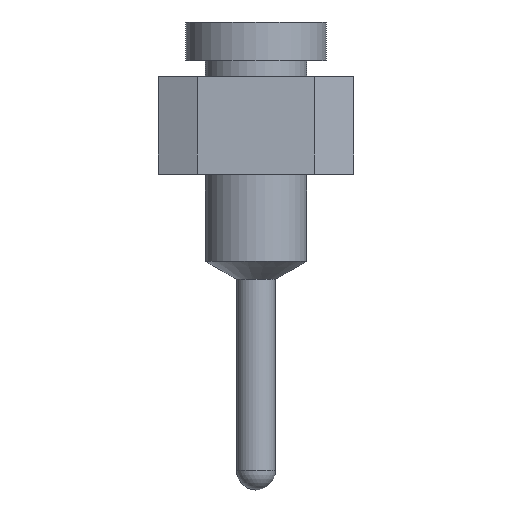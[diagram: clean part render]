
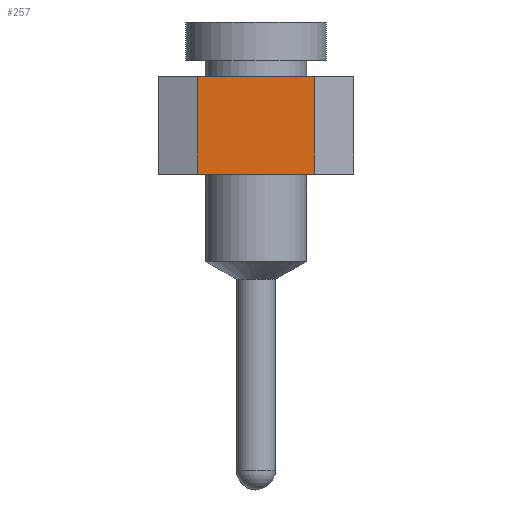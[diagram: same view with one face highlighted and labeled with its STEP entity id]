
A CAD part, left-side view. The second image highlights one B-rep face of the part: STEP entity #257.
In plain terms, the highlighted planar face has unit normal (-1, 0, 0).
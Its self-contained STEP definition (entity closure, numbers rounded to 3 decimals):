
#257 = ADVANCED_FACE('',(#258),#292,.F.);
#258 = FACE_BOUND('',#259,.T.);
#259 = EDGE_LOOP('',(#260,#270,#278,#286));
#260 = ORIENTED_EDGE('',*,*,#261,.T.);
#261 = EDGE_CURVE('',#262,#264,#266,.T.);
#262 = VERTEX_POINT('',#263);
#263 = CARTESIAN_POINT('',(-7.62,0.762,2.57));
#264 = VERTEX_POINT('',#265);
#265 = CARTESIAN_POINT('',(-7.62,0.762,1.3));
#266 = LINE('',#267,#268);
#267 = CARTESIAN_POINT('',(-7.62,0.762,3.84));
#268 = VECTOR('',#269,1.);
#269 = DIRECTION('',(0.,0.,-1.));
#270 = ORIENTED_EDGE('',*,*,#271,.T.);
#271 = EDGE_CURVE('',#264,#272,#274,.T.);
#272 = VERTEX_POINT('',#273);
#273 = CARTESIAN_POINT('',(-7.62,-0.762,1.3));
#274 = LINE('',#275,#276);
#275 = CARTESIAN_POINT('',(-7.62,1.27,1.3));
#276 = VECTOR('',#277,1.);
#277 = DIRECTION('',(0.,-1.,0.));
#278 = ORIENTED_EDGE('',*,*,#279,.F.);
#279 = EDGE_CURVE('',#280,#272,#282,.T.);
#280 = VERTEX_POINT('',#281);
#281 = CARTESIAN_POINT('',(-7.62,-0.762,2.57));
#282 = LINE('',#283,#284);
#283 = CARTESIAN_POINT('',(-7.62,-0.762,3.84));
#284 = VECTOR('',#285,1.);
#285 = DIRECTION('',(0.,0.,-1.));
#286 = ORIENTED_EDGE('',*,*,#287,.F.);
#287 = EDGE_CURVE('',#262,#280,#288,.T.);
#288 = LINE('',#289,#290);
#289 = CARTESIAN_POINT('',(-7.62,1.27,2.57));
#290 = VECTOR('',#291,1.);
#291 = DIRECTION('',(0.,-1.,0.));
#292 = PLANE('',#293);
#293 = AXIS2_PLACEMENT_3D('',#294,#295,#296);
#294 = CARTESIAN_POINT('',(-7.62,1.27,2.57));
#295 = DIRECTION('',(1.,0.,0.));
#296 = DIRECTION('',(0.,1.,0.));
